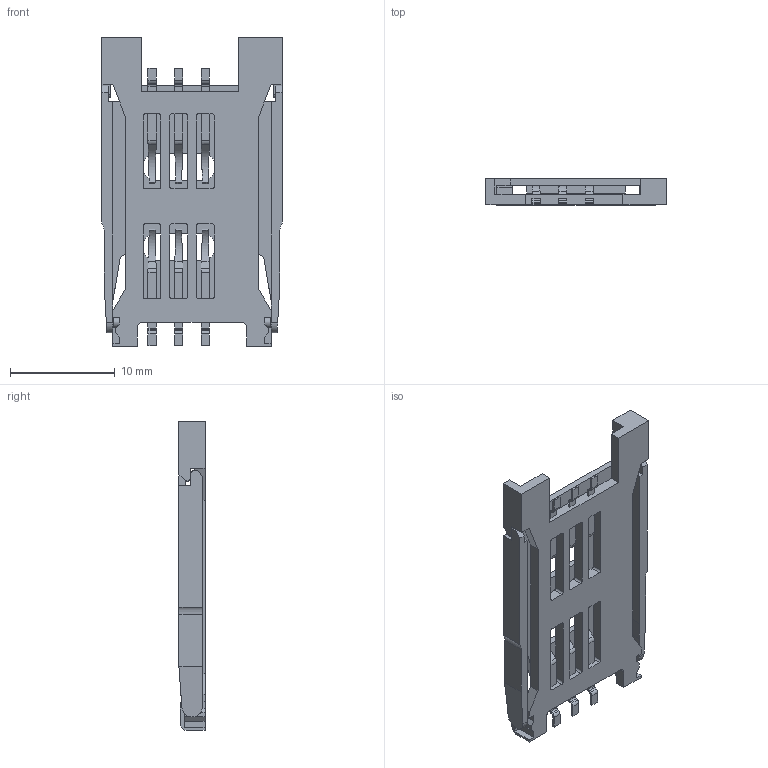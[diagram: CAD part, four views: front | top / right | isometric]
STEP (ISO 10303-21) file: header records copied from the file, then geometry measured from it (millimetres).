
FILE_DESCRIPTION (( 'STEP AP214' ), '1' );
FILE_NAME ('7111S2015X02LF.STEP', '2020-04-16T21:13:56', ( '' ), ( '' ), 'SwSTEP 2.0', 'SolidWorks 2017', '' );
FILE_SCHEMA (( 'AUTOMOTIVE_DESIGN' ));
Length unit declared in the file: millimetre
Products named in the file (1): 7111S2015X02LF
Bounding box: 17.2 x 2.5 x 29.5 mm (x, y, z)
Volume: 549.9 mm3; surface area: 1788.4 mm2
Topology: 14 solids, 14 shells, 384 faces, 1021 edges, 670 vertices
Faces by surface type: plane 271, cylinder 109, torus 4
Entity records: 11986 total; most frequent: CARTESIAN_POINT 2244, ORIENTED_EDGE 2042, DIRECTION 1909, EDGE_CURVE 1021, VECTOR 791, LINE 791, VERTEX_POINT 670, AXIS2_PLACEMENT_3D 559
